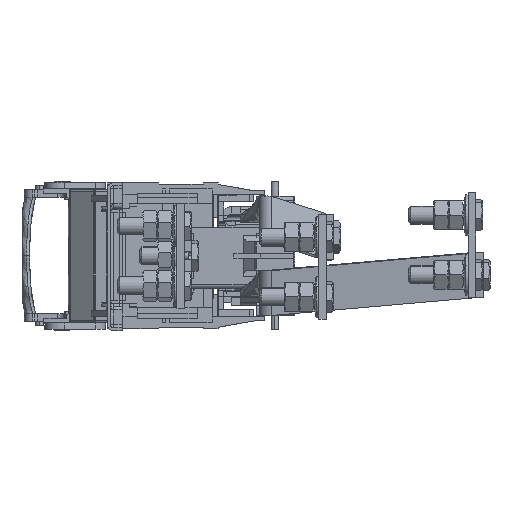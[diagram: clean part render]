
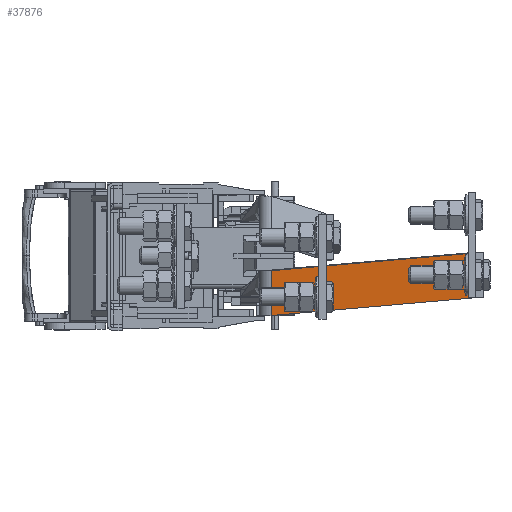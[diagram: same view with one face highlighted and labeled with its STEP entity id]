
A CAD part, left-side view. The second image highlights one B-rep face of the part: STEP entity #37876.
In plain terms, the highlighted planar face has unit normal (-0.996, 0, -0.087).
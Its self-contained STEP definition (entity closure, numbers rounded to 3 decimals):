
#591 = VERTEX_POINT ( 'NONE', #68639 ) ;
#4379 = EDGE_LOOP ( 'NONE', ( #95111, #84585, #14968, #41216 ) ) ;
#5109 = LINE ( 'NONE', #99379, #86577 ) ;
#8102 = CARTESIAN_POINT ( 'NONE',  ( -15.068, 15., 8.017 ) ) ;
#9258 = PLANE ( 'NONE',  #71570 ) ;
#14245 = FACE_OUTER_BOUND ( 'NONE', #4379, .T. ) ;
#14968 = ORIENTED_EDGE ( 'NONE', *, *, #89919, .T. ) ;
#17533 = CARTESIAN_POINT ( 'NONE',  ( -15.068, -119., 8.017 ) ) ;
#17703 = CARTESIAN_POINT ( 'NONE',  ( -15.068, 68.561, 8.017 ) ) ;
#22263 = DIRECTION ( 'NONE',  ( 0.008, 0.996, -0.087 ) ) ;
#25980 = DIRECTION ( 'NONE',  ( 0.087, 0., -0.996 ) ) ;
#26057 = VECTOR ( 'NONE', #25980, 1000. ) ;
#26153 = DIRECTION ( 'NONE',  ( 0.008, 0.996, -0.087 ) ) ;
#28729 = VECTOR ( 'NONE', #29097, 1000. ) ;
#29097 = DIRECTION ( 'NONE',  ( -0.008, -0.996, 0.087 ) ) ;
#31917 = CARTESIAN_POINT ( 'NONE',  ( -14.383, 15., 0.185 ) ) ;
#34055 = VERTEX_POINT ( 'NONE', #38436 ) ;
#37181 = LINE ( 'NONE', #8102, #101597 ) ;
#37876 = ADVANCED_FACE ( 'NONE', ( #14245 ), #9258, .F. ) ;
#38436 = CARTESIAN_POINT ( 'NONE',  ( -15.405, -119., 11.864 ) ) ;
#41216 = ORIENTED_EDGE ( 'NONE', *, *, #101264, .F. ) ;
#45620 = EDGE_CURVE ( 'NONE', #591, #34055, #70696, .T. ) ;
#55240 = EDGE_CURVE ( 'NONE', #89910, #591, #90496, .T. ) ;
#58426 = CARTESIAN_POINT ( 'NONE',  ( -17.008, 15., 30.185 ) ) ;
#68639 = CARTESIAN_POINT ( 'NONE',  ( -18.03, -119., 41.864 ) ) ;
#70696 = LINE ( 'NONE', #17533, #26057 ) ;
#71570 = AXIS2_PLACEMENT_3D ( 'NONE', #17703, #76432, #26153 ) ;
#76432 = DIRECTION ( 'NONE',  ( 0.996, 0., 0.087 ) ) ;
#79380 = CARTESIAN_POINT ( 'NONE',  ( -18.887, -231.412, 51.661 ) ) ;
#84585 = ORIENTED_EDGE ( 'NONE', *, *, #55240, .F. ) ;
#86577 = VECTOR ( 'NONE', #22263, 1000. ) ;
#89910 = VERTEX_POINT ( 'NONE', #58426 ) ;
#89919 = EDGE_CURVE ( 'NONE', #89910, #106912, #37181, .T. ) ;
#90496 = LINE ( 'NONE', #79380, #28729 ) ;
#95111 = ORIENTED_EDGE ( 'NONE', *, *, #45620, .F. ) ;
#99379 = CARTESIAN_POINT ( 'NONE',  ( -16.282, -234.026, 21.889 ) ) ;
#100641 = DIRECTION ( 'NONE',  ( 0.087, 0., -0.996 ) ) ;
#101264 = EDGE_CURVE ( 'NONE', #34055, #106912, #5109, .T. ) ;
#101597 = VECTOR ( 'NONE', #100641, 1000. ) ;
#106912 = VERTEX_POINT ( 'NONE', #31917 ) ;
